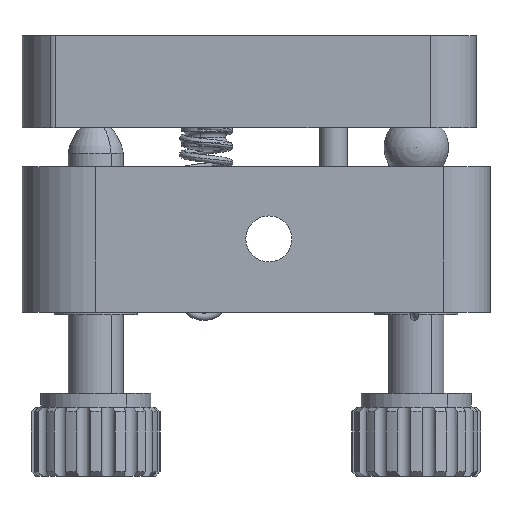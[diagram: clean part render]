
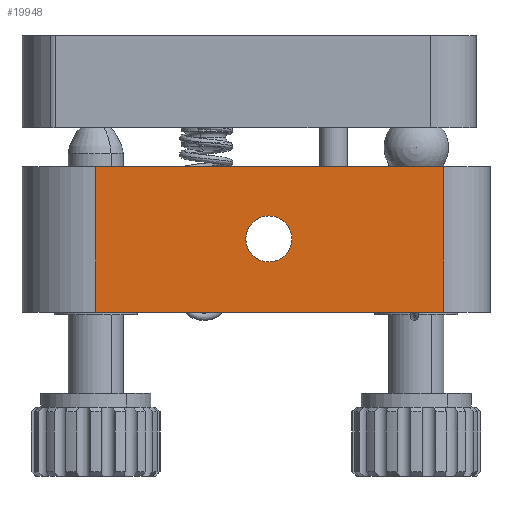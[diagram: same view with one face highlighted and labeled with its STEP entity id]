
A CAD part, front view. The second image highlights one B-rep face of the part: STEP entity #19948.
In plain terms, the highlighted planar face has unit normal (0, -1, 0).
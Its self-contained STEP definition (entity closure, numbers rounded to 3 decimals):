
#974 = LINE ( 'NONE', #15416, #14153 ) ;
#983 = EDGE_CURVE ( 'NONE', #3941, #24885, #17548, .T. ) ;
#1007 = CARTESIAN_POINT ( 'NONE',  ( 16.812, -25.394, 26.4 ) ) ;
#1185 = CARTESIAN_POINT ( 'NONE',  ( 16.812, -25.394, 42.2 ) ) ;
#1725 = DIRECTION ( 'NONE',  ( 0., 0., -1. ) ) ;
#1935 = ORIENTED_EDGE ( 'NONE', *, *, #983, .F. ) ;
#2924 = EDGE_CURVE ( 'NONE', #24885, #3941, #21727, .T. ) ;
#3416 = CARTESIAN_POINT ( 'NONE',  ( -20.988, -25.394, 26.4 ) ) ;
#3755 = DIRECTION ( 'NONE',  ( 0., 0., -1. ) ) ;
#3839 = VERTEX_POINT ( 'NONE', #3416 ) ;
#3941 = VERTEX_POINT ( 'NONE', #8920 ) ;
#4031 = DIRECTION ( 'NONE',  ( 1., 0., 0. ) ) ;
#5188 = CARTESIAN_POINT ( 'NONE',  ( -20.988, -25.394, 42.2 ) ) ;
#8920 = CARTESIAN_POINT ( 'NONE',  ( -2.188, -25.394, 36.85 ) ) ;
#9351 = DIRECTION ( 'NONE',  ( 1., 0., 0. ) ) ;
#9509 = VERTEX_POINT ( 'NONE', #21143 ) ;
#10185 = CARTESIAN_POINT ( 'NONE',  ( 16.812, -25.394, 42.2 ) ) ;
#12810 = ORIENTED_EDGE ( 'NONE', *, *, #2924, .F. ) ;
#13257 = VECTOR ( 'NONE', #1725, 1000. ) ;
#13954 = ORIENTED_EDGE ( 'NONE', *, *, #35906, .F. ) ;
#13957 = ORIENTED_EDGE ( 'NONE', *, *, #25612, .T. ) ;
#14153 = VECTOR ( 'NONE', #18203, 1000. ) ;
#15416 = CARTESIAN_POINT ( 'NONE',  ( 16.812, -25.394, 42.2 ) ) ;
#16489 = AXIS2_PLACEMENT_3D ( 'NONE', #1185, #20803, #4031 ) ;
#17199 = AXIS2_PLACEMENT_3D ( 'NONE', #24018, #26498, #3755 ) ;
#17548 = CIRCLE ( 'NONE', #27143, 2.5 ) ;
#17662 = ORIENTED_EDGE ( 'NONE', *, *, #29106, .T. ) ;
#18203 = DIRECTION ( 'NONE',  ( 1., 0., 0. ) ) ;
#18503 = CARTESIAN_POINT ( 'NONE',  ( 16.812, -25.394, 42.2 ) ) ;
#18855 = CARTESIAN_POINT ( 'NONE',  ( -2.188, -25.394, 34.35 ) ) ;
#19377 = DIRECTION ( 'NONE',  ( 0., 0., -1. ) ) ;
#19391 = VERTEX_POINT ( 'NONE', #10185 ) ;
#19948 = ADVANCED_FACE ( 'NONE', ( #26505, #21740 ), #26295, .T. ) ;
#20770 = EDGE_LOOP ( 'NONE', ( #12810, #1935 ) ) ;
#20803 = DIRECTION ( 'NONE',  ( 0., -1., 0. ) ) ;
#21040 = LINE ( 'NONE', #5188, #34961 ) ;
#21143 = CARTESIAN_POINT ( 'NONE',  ( -20.988, -25.394, 42.2 ) ) ;
#21727 = CIRCLE ( 'NONE', #17199, 2.5 ) ;
#21740 = FACE_OUTER_BOUND ( 'NONE', #31099, .T. ) ;
#21992 = DIRECTION ( 'NONE',  ( 0., -1., 0. ) ) ;
#22096 = VERTEX_POINT ( 'NONE', #26003 ) ;
#22170 = VECTOR ( 'NONE', #9351, 1000. ) ;
#23021 = LINE ( 'NONE', #1007, #22170 ) ;
#24018 = CARTESIAN_POINT ( 'NONE',  ( -2.188, -25.394, 34.35 ) ) ;
#24885 = VERTEX_POINT ( 'NONE', #28703 ) ;
#25239 = ORIENTED_EDGE ( 'NONE', *, *, #32149, .F. ) ;
#25612 = EDGE_CURVE ( 'NONE', #3839, #22096, #23021, .T. ) ;
#26003 = CARTESIAN_POINT ( 'NONE',  ( 16.812, -25.394, 26.4 ) ) ;
#26295 = PLANE ( 'NONE',  #16489 ) ;
#26498 = DIRECTION ( 'NONE',  ( 0., -1., 0. ) ) ;
#26505 = FACE_BOUND ( 'NONE', #20770, .T. ) ;
#26852 = DIRECTION ( 'NONE',  ( 0., 0., -1. ) ) ;
#27143 = AXIS2_PLACEMENT_3D ( 'NONE', #18855, #21992, #26852 ) ;
#28088 = LINE ( 'NONE', #18503, #13257 ) ;
#28703 = CARTESIAN_POINT ( 'NONE',  ( -2.188, -25.394, 31.85 ) ) ;
#29106 = EDGE_CURVE ( 'NONE', #9509, #3839, #21040, .T. ) ;
#31099 = EDGE_LOOP ( 'NONE', ( #13957, #25239, #13954, #17662 ) ) ;
#32149 = EDGE_CURVE ( 'NONE', #19391, #22096, #28088, .T. ) ;
#34961 = VECTOR ( 'NONE', #19377, 1000. ) ;
#35906 = EDGE_CURVE ( 'NONE', #9509, #19391, #974, .T. ) ;
